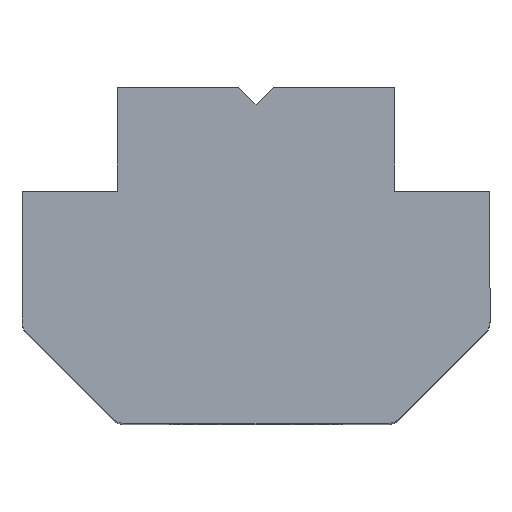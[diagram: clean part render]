
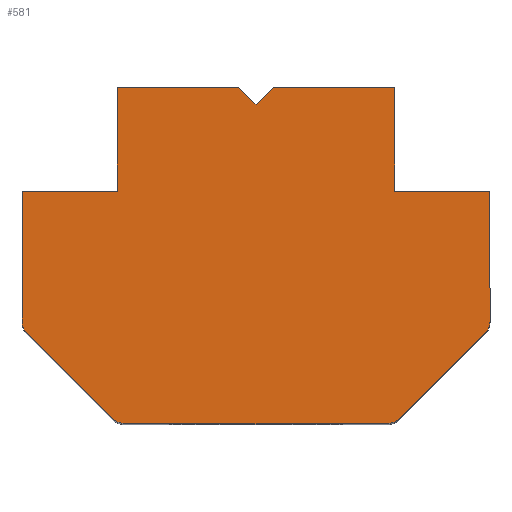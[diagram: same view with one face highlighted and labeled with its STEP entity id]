
A CAD part, top view. The second image highlights one B-rep face of the part: STEP entity #581.
In plain terms, the highlighted planar face has unit normal (0, 0, 1).
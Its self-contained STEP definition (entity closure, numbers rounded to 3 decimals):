
#1 = ORIENTED_EDGE ( 'NONE', *, *, #733, .T. ) ;
#16 = ORIENTED_EDGE ( 'NONE', *, *, #711, .F. ) ;
#22 = ORIENTED_EDGE ( 'NONE', *, *, #725, .T. ) ;
#27 = ORIENTED_EDGE ( 'NONE', *, *, #714, .T. ) ;
#32 = ORIENTED_EDGE ( 'NONE', *, *, #735, .F. ) ;
#33 = ORIENTED_EDGE ( 'NONE', *, *, #731, .T. ) ;
#37 = ORIENTED_EDGE ( 'NONE', *, *, #734, .F. ) ;
#42 = ORIENTED_EDGE ( 'NONE', *, *, #686, .F. ) ;
#50 = ORIENTED_EDGE ( 'NONE', *, *, #737, .T. ) ;
#51 = ORIENTED_EDGE ( 'NONE', *, *, #724, .T. ) ;
#52 = EDGE_LOOP ( 'NONE', ( #16, #1, #27, #33, #51, #50, #22, #32, #37, #42, #645, #643, #642, #781, #648, #816, #761 ) ) ;
#89 = DIRECTION ( 'NONE',  ( 0.707, 0.707, 0. ) ) ;
#91 = CARTESIAN_POINT ( 'NONE',  ( -2.175, 2.175, 10. ) ) ;
#95 = CARTESIAN_POINT ( 'NONE',  ( -4., 0., 10. ) ) ;
#96 = CARTESIAN_POINT ( 'NONE',  ( 0., 4.85, 10. ) ) ;
#101 = DIRECTION ( 'NONE',  ( 1., 0., 0. ) ) ;
#103 = CARTESIAN_POINT ( 'NONE',  ( 0., 4.85, 10. ) ) ;
#122 = PLANE ( 'NONE',  #718 ) ;
#123 = DIRECTION ( 'NONE',  ( 0., 0., 1. ) ) ;
#138 = CARTESIAN_POINT ( 'NONE',  ( 0., 0., 10. ) ) ;
#155 = CARTESIAN_POINT ( 'NONE',  ( 2.175, 2.175, 10. ) ) ;
#164 = DIRECTION ( 'NONE',  ( 0.707, -0.707, 0. ) ) ;
#184 = CARTESIAN_POINT ( 'NONE',  ( 3.793, -4.85, 10. ) ) ;
#185 = CARTESIAN_POINT ( 'NONE',  ( 6.75, 1.85, 10. ) ) ;
#187 = DIRECTION ( 'NONE',  ( 1., 0., 0. ) ) ;
#188 = CARTESIAN_POINT ( 'NONE',  ( -6.75, -1.893, 10. ) ) ;
#191 = CARTESIAN_POINT ( 'NONE',  ( 4.146, -4.704, 10. ) ) ;
#196 = CARTESIAN_POINT ( 'NONE',  ( 6.604, -2.246, 10. ) ) ;
#197 = CARTESIAN_POINT ( 'NONE',  ( -6.75, 1.85, 10. ) ) ;
#198 = CARTESIAN_POINT ( 'NONE',  ( 4., 1.85, 10. ) ) ;
#201 = CARTESIAN_POINT ( 'NONE',  ( -0.5, 4.85, 10. ) ) ;
#204 = CARTESIAN_POINT ( 'NONE',  ( -3.793, -4.85, 10. ) ) ;
#207 = CARTESIAN_POINT ( 'NONE',  ( -4., 1.85, 10. ) ) ;
#209 = CARTESIAN_POINT ( 'NONE',  ( 4., 4.85, 10. ) ) ;
#211 = CARTESIAN_POINT ( 'NONE',  ( -4., 4.85, 10. ) ) ;
#215 = CARTESIAN_POINT ( 'NONE',  ( 0., 4.35, 10. ) ) ;
#217 = CARTESIAN_POINT ( 'NONE',  ( -6.604, -2.246, 10. ) ) ;
#218 = CARTESIAN_POINT ( 'NONE',  ( 6.75, -1.893, 10. ) ) ;
#222 = CARTESIAN_POINT ( 'NONE',  ( -4.146, -4.704, 10. ) ) ;
#224 = CARTESIAN_POINT ( 'NONE',  ( 0.5, 4.85, 10. ) ) ;
#277 = DIRECTION ( 'NONE',  ( 1., 0., 0. ) ) ;
#282 = DIRECTION ( 'NONE',  ( 1., 0., 0. ) ) ;
#283 = DIRECTION ( 'NONE',  ( 0., 0., 1. ) ) ;
#284 = CARTESIAN_POINT ( 'NONE',  ( -6.25, -1.893, 10. ) ) ;
#285 = DIRECTION ( 'NONE',  ( 1., 0., 0. ) ) ;
#286 = DIRECTION ( 'NONE',  ( 0., 0., 1. ) ) ;
#287 = CARTESIAN_POINT ( 'NONE',  ( 6.25, -1.893, 10. ) ) ;
#291 = DIRECTION ( 'NONE',  ( 1., 0., 0. ) ) ;
#292 = DIRECTION ( 'NONE',  ( 0., 1., 0. ) ) ;
#294 = DIRECTION ( 'NONE',  ( 1., 0., 0. ) ) ;
#295 = DIRECTION ( 'NONE',  ( 0., 0., 1. ) ) ;
#296 = CARTESIAN_POINT ( 'NONE',  ( -3.793, -4.35, 10. ) ) ;
#297 = CARTESIAN_POINT ( 'NONE',  ( 0., 1.85, 10. ) ) ;
#299 = DIRECTION ( 'NONE',  ( 1., 0., 0. ) ) ;
#300 = DIRECTION ( 'NONE',  ( 0., 0., 1. ) ) ;
#301 = CARTESIAN_POINT ( 'NONE',  ( 3.793, -4.35, 10. ) ) ;
#302 = DIRECTION ( 'NONE',  ( 0., -1., 0. ) ) ;
#304 = CARTESIAN_POINT ( 'NONE',  ( 0., 1.85, 10. ) ) ;
#305 = CARTESIAN_POINT ( 'NONE',  ( 4., 0., 10. ) ) ;
#312 = DIRECTION ( 'NONE',  ( 0.707, 0.707, 0. ) ) ;
#315 = DIRECTION ( 'NONE',  ( -0.707, 0.707, 0. ) ) ;
#317 = DIRECTION ( 'NONE',  ( 0., 1., 0. ) ) ;
#319 = CARTESIAN_POINT ( 'NONE',  ( 6.75, 0., 10. ) ) ;
#328 = CARTESIAN_POINT ( 'NONE',  ( 4.425, -4.425, 10. ) ) ;
#344 = CARTESIAN_POINT ( 'NONE',  ( 0., -4.85, 10. ) ) ;
#350 = DIRECTION ( 'NONE',  ( 0., 1., 0. ) ) ;
#351 = CARTESIAN_POINT ( 'NONE',  ( -6.75, 0., 10. ) ) ;
#359 = VECTOR ( 'NONE', #317, 1000. ) ;
#361 = VECTOR ( 'NONE', #312, 1000. ) ;
#362 = LINE ( 'NONE', #319, #359 ) ;
#365 = LINE ( 'NONE', #328, #361 ) ;
#377 = VECTOR ( 'NONE', #430, 1000. ) ;
#379 = LINE ( 'NONE', #344, #377 ) ;
#382 = VECTOR ( 'NONE', #315, 1000. ) ;
#387 = LINE ( 'NONE', #305, #388 ) ;
#388 = VECTOR ( 'NONE', #302, 1000. ) ;
#390 = CIRCLE ( 'NONE', #684, 0.5 ) ;
#395 = CIRCLE ( 'NONE', #677, 0.5 ) ;
#398 = VECTOR ( 'NONE', #350, 1000. ) ;
#402 = LINE ( 'NONE', #351, #398 ) ;
#403 = DIRECTION ( 'NONE',  ( 1., 0., 0. ) ) ;
#408 = VECTOR ( 'NONE', #403, 1000. ) ;
#412 = LINE ( 'NONE', #457, #382 ) ;
#417 = VECTOR ( 'NONE', #292, 1000. ) ;
#423 = LINE ( 'NONE', #304, #408 ) ;
#428 = VECTOR ( 'NONE', #277, 1000. ) ;
#429 = LINE ( 'NONE', #96, #428 ) ;
#430 = DIRECTION ( 'NONE',  ( 1., 0., 0. ) ) ;
#435 = LINE ( 'NONE', #95, #417 ) ;
#457 = CARTESIAN_POINT ( 'NONE',  ( -4.425, -4.425, 10. ) ) ;
#504 = CIRCLE ( 'NONE', #688, 0.5 ) ;
#505 = LINE ( 'NONE', #297, #507 ) ;
#506 = CIRCLE ( 'NONE', #701, 0.5 ) ;
#507 = VECTOR ( 'NONE', #291, 1000. ) ;
#517 = VECTOR ( 'NONE', #101, 1000. ) ;
#518 = LINE ( 'NONE', #91, #545 ) ;
#520 = LINE ( 'NONE', #103, #517 ) ;
#538 = LINE ( 'NONE', #155, #550 ) ;
#543 = FACE_OUTER_BOUND ( 'NONE', #52, .T. ) ;
#545 = VECTOR ( 'NONE', #89, 1000. ) ;
#550 = VECTOR ( 'NONE', #164, 1000. ) ;
#581 = ADVANCED_FACE ( 'NONE', ( #543 ), #122, .T. ) ;
#590 = VERTEX_POINT ( 'NONE', #201 ) ;
#597 = VERTEX_POINT ( 'NONE', #215 ) ;
#600 = VERTEX_POINT ( 'NONE', #224 ) ;
#602 = VERTEX_POINT ( 'NONE', #222 ) ;
#605 = VERTEX_POINT ( 'NONE', #218 ) ;
#606 = VERTEX_POINT ( 'NONE', #217 ) ;
#608 = VERTEX_POINT ( 'NONE', #211 ) ;
#610 = VERTEX_POINT ( 'NONE', #209 ) ;
#611 = VERTEX_POINT ( 'NONE', #207 ) ;
#613 = VERTEX_POINT ( 'NONE', #204 ) ;
#616 = VERTEX_POINT ( 'NONE', #198 ) ;
#617 = VERTEX_POINT ( 'NONE', #197 ) ;
#618 = VERTEX_POINT ( 'NONE', #196 ) ;
#621 = VERTEX_POINT ( 'NONE', #191 ) ;
#624 = VERTEX_POINT ( 'NONE', #188 ) ;
#626 = VERTEX_POINT ( 'NONE', #185 ) ;
#627 = VERTEX_POINT ( 'NONE', #184 ) ;
#642 = ORIENTED_EDGE ( 'NONE', *, *, #697, .F. ) ;
#643 = ORIENTED_EDGE ( 'NONE', *, *, #673, .F. ) ;
#645 = ORIENTED_EDGE ( 'NONE', *, *, #691, .F. ) ;
#648 = ORIENTED_EDGE ( 'NONE', *, *, #705, .F. ) ;
#673 = EDGE_CURVE ( 'NONE', #590, #597, #538, .T. ) ;
#677 = AXIS2_PLACEMENT_3D ( 'NONE', #301, #300, #299 ) ;
#684 = AXIS2_PLACEMENT_3D ( 'NONE', #296, #295, #294 ) ;
#686 = EDGE_CURVE ( 'NONE', #600, #610, #520, .T. ) ;
#688 = AXIS2_PLACEMENT_3D ( 'NONE', #284, #283, #282 ) ;
#691 = EDGE_CURVE ( 'NONE', #597, #600, #518, .T. ) ;
#697 = EDGE_CURVE ( 'NONE', #608, #590, #429, .T. ) ;
#701 = AXIS2_PLACEMENT_3D ( 'NONE', #287, #286, #285 ) ;
#702 = EDGE_CURVE ( 'NONE', #611, #608, #435, .T. ) ;
#705 = EDGE_CURVE ( 'NONE', #617, #611, #423, .T. ) ;
#708 = EDGE_CURVE ( 'NONE', #624, #617, #402, .T. ) ;
#711 = EDGE_CURVE ( 'NONE', #602, #606, #412, .T. ) ;
#714 = EDGE_CURVE ( 'NONE', #613, #627, #379, .T. ) ;
#718 = AXIS2_PLACEMENT_3D ( 'NONE', #138, #123, #187 ) ;
#724 = EDGE_CURVE ( 'NONE', #621, #618, #365, .T. ) ;
#725 = EDGE_CURVE ( 'NONE', #605, #626, #362, .T. ) ;
#731 = EDGE_CURVE ( 'NONE', #627, #621, #395, .T. ) ;
#733 = EDGE_CURVE ( 'NONE', #602, #613, #390, .T. ) ;
#734 = EDGE_CURVE ( 'NONE', #610, #616, #387, .T. ) ;
#735 = EDGE_CURVE ( 'NONE', #616, #626, #505, .T. ) ;
#737 = EDGE_CURVE ( 'NONE', #618, #605, #506, .T. ) ;
#738 = EDGE_CURVE ( 'NONE', #624, #606, #504, .T. ) ;
#761 = ORIENTED_EDGE ( 'NONE', *, *, #738, .T. ) ;
#781 = ORIENTED_EDGE ( 'NONE', *, *, #702, .F. ) ;
#816 = ORIENTED_EDGE ( 'NONE', *, *, #708, .F. ) ;
